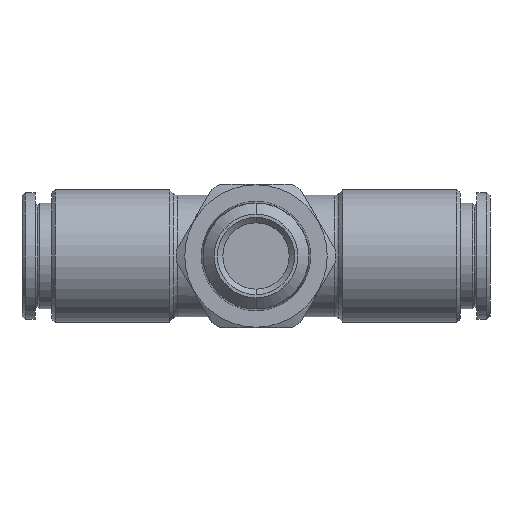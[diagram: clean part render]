
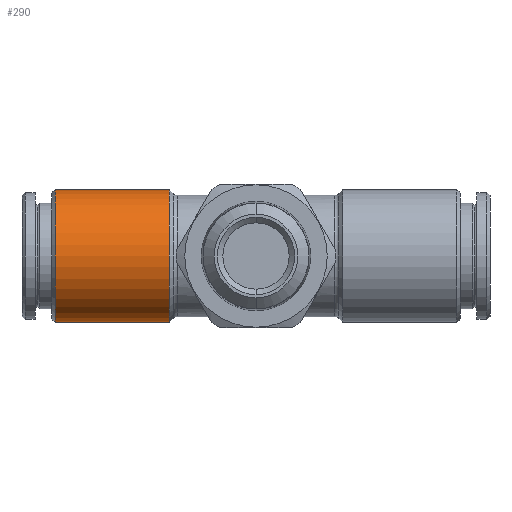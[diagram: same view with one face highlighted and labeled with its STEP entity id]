
A CAD part, front view. The second image highlights one B-rep face of the part: STEP entity #290.
In plain terms, the highlighted cylindrical face has radius 6 mm (diameter 12 mm), a partial arc.
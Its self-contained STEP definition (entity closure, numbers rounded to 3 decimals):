
#106 = VERTEX_POINT ( 'NONE', #1035 ) ;
#112 = VERTEX_POINT ( 'NONE', #1159 ) ;
#158 = ORIENTED_EDGE ( 'NONE', *, *, #360, .T. ) ;
#165 = ORIENTED_EDGE ( 'NONE', *, *, #261, .F. ) ;
#211 = ORIENTED_EDGE ( 'NONE', *, *, #334, .F. ) ;
#230 = EDGE_LOOP ( 'NONE', ( #165, #158, #256, #211 ) ) ;
#251 = VERTEX_POINT ( 'NONE', #1422 ) ;
#254 = VERTEX_POINT ( 'NONE', #1493 ) ;
#256 = ORIENTED_EDGE ( 'NONE', *, *, #287, .T. ) ;
#261 = EDGE_CURVE ( 'NONE', #251, #254, #1519, .T. ) ;
#287 = EDGE_CURVE ( 'NONE', #112, #106, #1537, .T. ) ;
#290 = ADVANCED_FACE ( 'NONE', ( #1593 ), #1569, .T. ) ;
#334 = EDGE_CURVE ( 'NONE', #254, #106, #1774, .T. ) ;
#360 = EDGE_CURVE ( 'NONE', #251, #112, #1844, .T. ) ;
#1035 = CARTESIAN_POINT ( 'NONE',  ( -7.854, 0., 6. ) ) ;
#1159 = CARTESIAN_POINT ( 'NONE',  ( -7.854, 0., -6. ) ) ;
#1422 = CARTESIAN_POINT ( 'NONE',  ( -18.2, 0., -6. ) ) ;
#1493 = CARTESIAN_POINT ( 'NONE',  ( -18.2, 0., 6. ) ) ;
#1496 = CARTESIAN_POINT ( 'NONE',  ( -18.2, 0., 0. ) ) ;
#1516 = DIRECTION ( 'NONE',  ( 0., 0., 1. ) ) ;
#1517 = DIRECTION ( 'NONE',  ( -1., 0., 0. ) ) ;
#1518 = AXIS2_PLACEMENT_3D ( 'NONE', #1496, #1517, #1516 ) ;
#1519 = CIRCLE ( 'NONE', #1518, 6. ) ;
#1534 = CARTESIAN_POINT ( 'NONE',  ( 0., 0., 0. ) ) ;
#1535 = AXIS2_PLACEMENT_3D ( 'NONE', #1534, #1536, #1589 ) ;
#1536 = DIRECTION ( 'NONE',  ( 1., 0., 0. ) ) ;
#1537 = CIRCLE ( 'NONE', #1607, 6. ) ;
#1569 = CYLINDRICAL_SURFACE ( 'NONE', #1535, 6. ) ;
#1589 = DIRECTION ( 'NONE',  ( 0., 0., 1. ) ) ;
#1593 = FACE_OUTER_BOUND ( 'NONE', #230, .T. ) ;
#1604 = DIRECTION ( 'NONE',  ( 0., 0., 1. ) ) ;
#1605 = DIRECTION ( 'NONE',  ( -1., 0., 0. ) ) ;
#1606 = CARTESIAN_POINT ( 'NONE',  ( -7.854, 0., 0. ) ) ;
#1607 = AXIS2_PLACEMENT_3D ( 'NONE', #1606, #1605, #1604 ) ;
#1771 = DIRECTION ( 'NONE',  ( 1., 0., 0. ) ) ;
#1772 = VECTOR ( 'NONE', #1771, 1000. ) ;
#1773 = CARTESIAN_POINT ( 'NONE',  ( 0., 0., 6. ) ) ;
#1774 = LINE ( 'NONE', #1773, #1772 ) ;
#1841 = DIRECTION ( 'NONE',  ( 1., 0., 0. ) ) ;
#1842 = VECTOR ( 'NONE', #1841, 1000. ) ;
#1843 = CARTESIAN_POINT ( 'NONE',  ( 0., 0., -6. ) ) ;
#1844 = LINE ( 'NONE', #1843, #1842 ) ;
